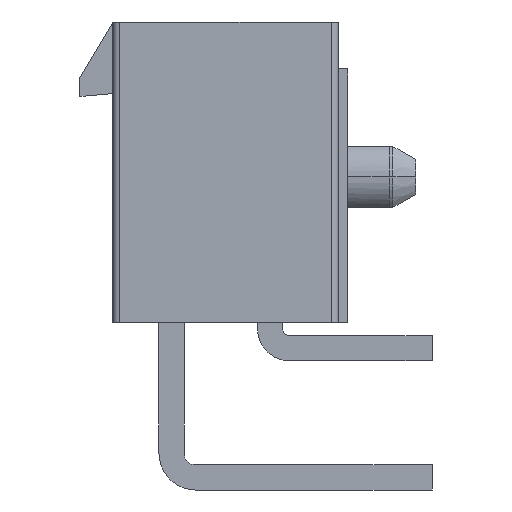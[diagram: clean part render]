
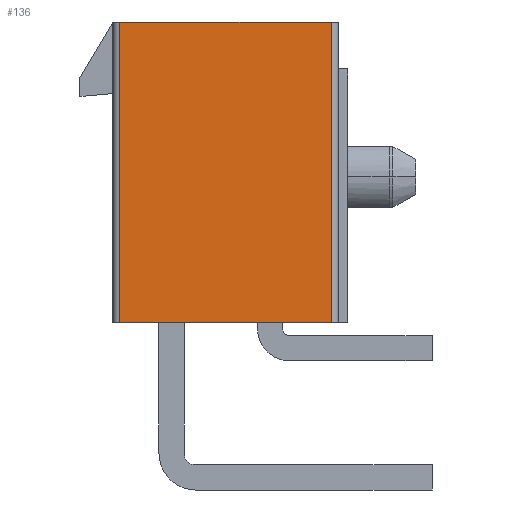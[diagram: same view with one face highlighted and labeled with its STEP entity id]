
A CAD part, left-side view. The second image highlights one B-rep face of the part: STEP entity #136.
In plain terms, the highlighted planar face has unit normal (-1, 0, 0).
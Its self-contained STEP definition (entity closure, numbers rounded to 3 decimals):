
#136=ADVANCED_FACE('',(#795),#796,.T.);
#795=FACE_OUTER_BOUND('',#2047,.T.);
#796=PLANE('',#2048);
#2047=EDGE_LOOP('',(#3502,#3503,#3504,#3505));
#2048=AXIS2_PLACEMENT_3D('',#3506,#3507,#3508);
#3502=ORIENTED_EDGE('',*,*,#8042,.F.);
#3503=ORIENTED_EDGE('',*,*,#8043,.T.);
#3504=ORIENTED_EDGE('',*,*,#7899,.T.);
#3505=ORIENTED_EDGE('',*,*,#8041,.F.);
#3506=CARTESIAN_POINT('',(-25.8,0.4,0.0));
#3507=DIRECTION('',(-1.0,0.0,0.0));
#3508=DIRECTION('',(0.0,0.0,1.0));
#7899=EDGE_CURVE('',#9540,#9538,#9541,.T.);
#8041=EDGE_CURVE('',#9816,#9538,#9818,.T.);
#8042=EDGE_CURVE('',#9819,#9816,#9820,.T.);
#8043=EDGE_CURVE('',#9819,#9540,#9821,.T.);
#9538=VERTEX_POINT('',#11953);
#9540=VERTEX_POINT('',#11955);
#9541=LINE('',#11956,#11957);
#9816=VERTEX_POINT('',#12368);
#9818=LINE('',#12370,#12371);
#9819=VERTEX_POINT('',#12372);
#9820=LINE('',#12373,#12374);
#9821=LINE('',#12375,#12376);
#11953=CARTESIAN_POINT('',(-25.8,9.7,0.0));
#11955=CARTESIAN_POINT('',(-25.8,0.7,0.0));
#11956=CARTESIAN_POINT('',(-25.8,0.7,0.0));
#11957=VECTOR('',#15587,9.0);
#12368=CARTESIAN_POINT('',(-25.8,9.7,-12.8));
#12370=CARTESIAN_POINT('',(-25.8,9.7,-12.8));
#12371=VECTOR('',#15739,12.8);
#12372=CARTESIAN_POINT('',(-25.8,0.7,-12.8));
#12373=CARTESIAN_POINT('',(-25.8,0.7,-12.8));
#12374=VECTOR('',#15740,9.0);
#12375=CARTESIAN_POINT('',(-25.8,0.7,-12.8));
#12376=VECTOR('',#15741,12.8);
#15587=DIRECTION('',(0.0,1.0,0.0));
#15739=DIRECTION('',(0.0,0.0,1.0));
#15740=DIRECTION('',(0.0,1.0,0.0));
#15741=DIRECTION('',(0.0,0.0,1.0));
